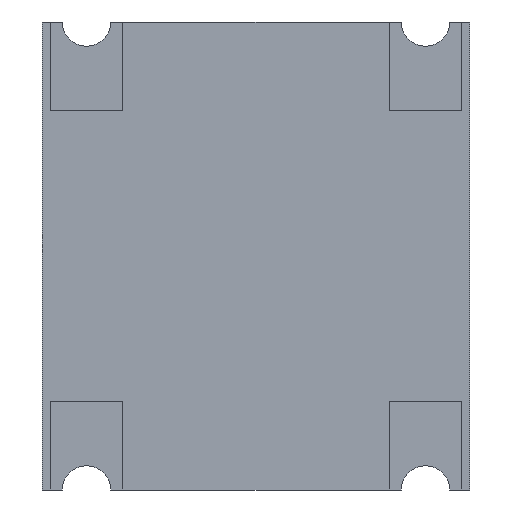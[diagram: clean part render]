
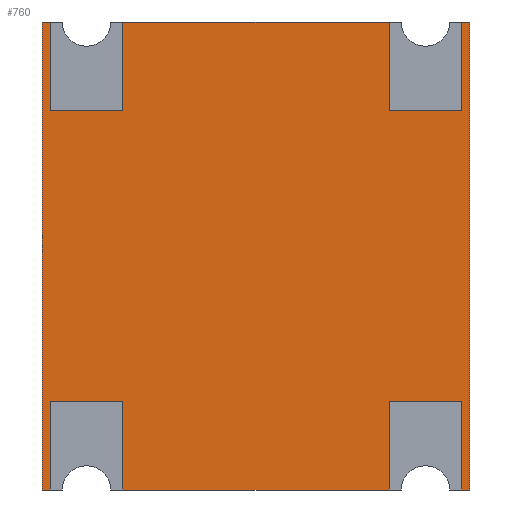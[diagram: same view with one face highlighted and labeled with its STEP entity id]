
A CAD part, front view. The second image highlights one B-rep face of the part: STEP entity #760.
In plain terms, the highlighted planar face has unit normal (0, -1, 0).
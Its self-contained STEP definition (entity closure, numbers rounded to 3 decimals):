
#1=DIRECTION('',(1.,0.,0.));
#2=VECTOR('',#1,0.9);
#3=CARTESIAN_POINT('',(1.65,0.,-1.8));
#4=LINE('',#3,#2);
#5=DIRECTION('',(0.,0.,1.));
#6=VECTOR('',#5,1.1);
#7=CARTESIAN_POINT('',(1.65,0.,-2.9));
#8=LINE('',#7,#6);
#9=DIRECTION('',(-1.,0.,0.));
#10=VECTOR('',#9,3.3);
#11=CARTESIAN_POINT('',(1.65,0.,-2.9));
#12=LINE('',#11,#10);
#13=DIRECTION('',(0.,0.,1.));
#14=VECTOR('',#13,1.1);
#15=CARTESIAN_POINT('',(-1.65,0.,-2.9));
#16=LINE('',#15,#14);
#17=DIRECTION('',(1.,0.,0.));
#18=VECTOR('',#17,0.9);
#19=CARTESIAN_POINT('',(-2.55,0.,-1.8));
#20=LINE('',#19,#18);
#21=DIRECTION('',(0.,0.,1.));
#22=VECTOR('',#21,1.1);
#23=CARTESIAN_POINT('',(-2.55,0.,-2.9));
#24=LINE('',#23,#22);
#25=DIRECTION('',(-1.,0.,0.));
#26=VECTOR('',#25,0.1);
#27=CARTESIAN_POINT('',(-2.55,0.,-2.9));
#28=LINE('',#27,#26);
#29=DIRECTION('',(0.,0.,1.));
#30=VECTOR('',#29,5.8);
#31=CARTESIAN_POINT('',(-2.65,0.,-2.9));
#32=LINE('',#31,#30);
#33=DIRECTION('',(1.,0.,0.));
#34=VECTOR('',#33,0.1);
#35=CARTESIAN_POINT('',(-2.65,0.,2.9));
#36=LINE('',#35,#34);
#37=DIRECTION('',(0.,0.,-1.));
#38=VECTOR('',#37,1.1);
#39=CARTESIAN_POINT('',(-2.55,0.,2.9));
#40=LINE('',#39,#38);
#41=DIRECTION('',(-1.,0.,0.));
#42=VECTOR('',#41,0.9);
#43=CARTESIAN_POINT('',(-1.65,0.,1.8));
#44=LINE('',#43,#42);
#45=DIRECTION('',(0.,0.,-1.));
#46=VECTOR('',#45,1.1);
#47=CARTESIAN_POINT('',(-1.65,0.,2.9));
#48=LINE('',#47,#46);
#49=DIRECTION('',(1.,0.,0.));
#50=VECTOR('',#49,3.3);
#51=CARTESIAN_POINT('',(-1.65,0.,2.9));
#52=LINE('',#51,#50);
#53=DIRECTION('',(0.,0.,-1.));
#54=VECTOR('',#53,1.1);
#55=CARTESIAN_POINT('',(1.65,0.,2.9));
#56=LINE('',#55,#54);
#57=DIRECTION('',(-1.,0.,0.));
#58=VECTOR('',#57,0.9);
#59=CARTESIAN_POINT('',(2.55,0.,1.8));
#60=LINE('',#59,#58);
#61=DIRECTION('',(0.,0.,-1.));
#62=VECTOR('',#61,1.1);
#63=CARTESIAN_POINT('',(2.55,0.,2.9));
#64=LINE('',#63,#62);
#65=DIRECTION('',(1.,0.,0.));
#66=VECTOR('',#65,0.1);
#67=CARTESIAN_POINT('',(2.55,0.,2.9));
#68=LINE('',#67,#66);
#69=DIRECTION('',(0.,0.,-1.));
#70=VECTOR('',#69,5.8);
#71=CARTESIAN_POINT('',(2.65,0.,2.9));
#72=LINE('',#71,#70);
#73=DIRECTION('',(-1.,0.,0.));
#74=VECTOR('',#73,0.1);
#75=CARTESIAN_POINT('',(2.65,0.,-2.9));
#76=LINE('',#75,#74);
#77=DIRECTION('',(0.,0.,1.));
#78=VECTOR('',#77,1.1);
#79=CARTESIAN_POINT('',(2.55,0.,-2.9));
#80=LINE('',#79,#78);
#617=CARTESIAN_POINT('',(1.65,0.,-1.8));
#618=VERTEX_POINT('',#617);
#621=CARTESIAN_POINT('',(2.55,0.,-1.8));
#622=VERTEX_POINT('',#621);
#625=CARTESIAN_POINT('',(2.55,0.,-2.9));
#626=VERTEX_POINT('',#625);
#629=CARTESIAN_POINT('',(1.65,0.,1.8));
#630=VERTEX_POINT('',#629);
#633=CARTESIAN_POINT('',(2.55,0.,2.9));
#634=VERTEX_POINT('',#633);
#637=CARTESIAN_POINT('',(2.55,0.,1.8));
#638=VERTEX_POINT('',#637);
#641=CARTESIAN_POINT('',(-1.65,0.,-1.8));
#642=VERTEX_POINT('',#641);
#645=CARTESIAN_POINT('',(-2.55,0.,-2.9));
#646=VERTEX_POINT('',#645);
#649=CARTESIAN_POINT('',(-2.55,0.,-1.8));
#650=VERTEX_POINT('',#649);
#653=CARTESIAN_POINT('',(-1.65,0.,1.8));
#654=VERTEX_POINT('',#653);
#657=CARTESIAN_POINT('',(-2.55,0.,1.8));
#658=VERTEX_POINT('',#657);
#661=CARTESIAN_POINT('',(-2.55,0.,2.9));
#662=VERTEX_POINT('',#661);
#665=CARTESIAN_POINT('',(1.65,0.,-2.9));
#666=VERTEX_POINT('',#665);
#667=CARTESIAN_POINT('',(1.65,0.,2.9));
#668=VERTEX_POINT('',#667);
#669=CARTESIAN_POINT('',(-1.65,0.,-2.9));
#670=VERTEX_POINT('',#669);
#671=CARTESIAN_POINT('',(-1.65,0.,2.9));
#672=VERTEX_POINT('',#671);
#697=CARTESIAN_POINT('',(-2.65,0.,-2.9));
#698=CARTESIAN_POINT('',(-2.65,0.,2.9));
#699=VERTEX_POINT('',#697);
#700=VERTEX_POINT('',#698);
#701=CARTESIAN_POINT('',(2.65,0.,2.9));
#702=CARTESIAN_POINT('',(2.65,0.,-2.9));
#703=VERTEX_POINT('',#701);
#704=VERTEX_POINT('',#702);
#713=CARTESIAN_POINT('',(0.,0.,0.));
#714=DIRECTION('',(0.,1.,0.));
#715=DIRECTION('',(1.,0.,0.));
#716=AXIS2_PLACEMENT_3D('',#713,#714,#715);
#717=PLANE('',#716);
#719=ORIENTED_EDGE('',*,*,#718,.F.);
#721=ORIENTED_EDGE('',*,*,#720,.F.);
#723=ORIENTED_EDGE('',*,*,#722,.T.);
#725=ORIENTED_EDGE('',*,*,#724,.T.);
#727=ORIENTED_EDGE('',*,*,#726,.F.);
#729=ORIENTED_EDGE('',*,*,#728,.F.);
#731=ORIENTED_EDGE('',*,*,#730,.T.);
#733=ORIENTED_EDGE('',*,*,#732,.T.);
#735=ORIENTED_EDGE('',*,*,#734,.T.);
#737=ORIENTED_EDGE('',*,*,#736,.T.);
#739=ORIENTED_EDGE('',*,*,#738,.F.);
#741=ORIENTED_EDGE('',*,*,#740,.F.);
#743=ORIENTED_EDGE('',*,*,#742,.T.);
#745=ORIENTED_EDGE('',*,*,#744,.T.);
#747=ORIENTED_EDGE('',*,*,#746,.F.);
#749=ORIENTED_EDGE('',*,*,#748,.F.);
#751=ORIENTED_EDGE('',*,*,#750,.T.);
#753=ORIENTED_EDGE('',*,*,#752,.T.);
#755=ORIENTED_EDGE('',*,*,#754,.T.);
#757=ORIENTED_EDGE('',*,*,#756,.T.);
#758=EDGE_LOOP('',(#719,#721,#723,#725,#727,#729,#731,#733,#735,#737,#739,#741,
#743,#745,#747,#749,#751,#753,#755,#757));
#759=FACE_OUTER_BOUND('',#758,.F.);
#718=EDGE_CURVE('',#618,#622,#4,.T.);
#720=EDGE_CURVE('',#666,#618,#8,.T.);
#722=EDGE_CURVE('',#666,#670,#12,.T.);
#724=EDGE_CURVE('',#670,#642,#16,.T.);
#726=EDGE_CURVE('',#650,#642,#20,.T.);
#728=EDGE_CURVE('',#646,#650,#24,.T.);
#730=EDGE_CURVE('',#646,#699,#28,.T.);
#732=EDGE_CURVE('',#699,#700,#32,.T.);
#734=EDGE_CURVE('',#700,#662,#36,.T.);
#736=EDGE_CURVE('',#662,#658,#40,.T.);
#738=EDGE_CURVE('',#654,#658,#44,.T.);
#740=EDGE_CURVE('',#672,#654,#48,.T.);
#742=EDGE_CURVE('',#672,#668,#52,.T.);
#744=EDGE_CURVE('',#668,#630,#56,.T.);
#746=EDGE_CURVE('',#638,#630,#60,.T.);
#748=EDGE_CURVE('',#634,#638,#64,.T.);
#750=EDGE_CURVE('',#634,#703,#68,.T.);
#752=EDGE_CURVE('',#703,#704,#72,.T.);
#754=EDGE_CURVE('',#704,#626,#76,.T.);
#756=EDGE_CURVE('',#626,#622,#80,.T.);
#760=ADVANCED_FACE('',(#759),#717,.F.);
